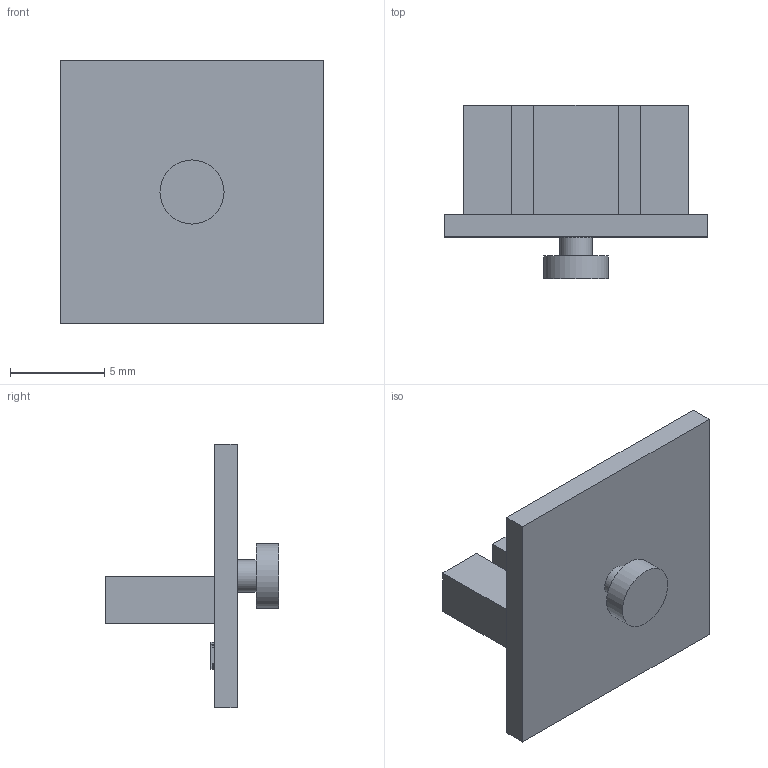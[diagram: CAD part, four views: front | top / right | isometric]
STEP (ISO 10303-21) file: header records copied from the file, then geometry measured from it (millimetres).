
FILE_DESCRIPTION(/* description */ (''),/* implementation_level */ '2;1');
FILE_NAME(/* name */ 'choc measurer v3.step',/* time_stamp */ '2020-09-19T00:15:29-07:00',/* author */ (''),/* organization */ (''),/* preprocessor_version */ 'ST-DEVELOPER v18.1',/* originating_system */ 'Autodesk Translation Framework v9.3.0.1241',/* authorisation */ '');
FILE_SCHEMA (('AUTOMOTIVE_DESIGN { 1 0 10303 214 3 1 1 }'));
Length unit declared in the file: millimetre
Products named in the file (1): choc measurer
Bounding box: 14 x 9.2 x 14 mm (x, y, z)
Volume: 402 mm3; surface area: 704.6 mm2
Topology: 6 solids, 6 shells, 213 faces, 594 edges, 388 vertices
Faces by surface type: bspline 124, plane 87, cylinder 2
Full cylindrical faces by diameter (mm): 1.7 x1, 3.4 x1
Entity records: 7924 total; most frequent: CARTESIAN_POINT 3280, ORIENTED_EDGE 1188, EDGE_CURVE 594, DIRECTION 530, VERTEX_POINT 388, LINE 342, VECTOR 342, B_SPLINE_CURVE_WITH_KNOTS 248
